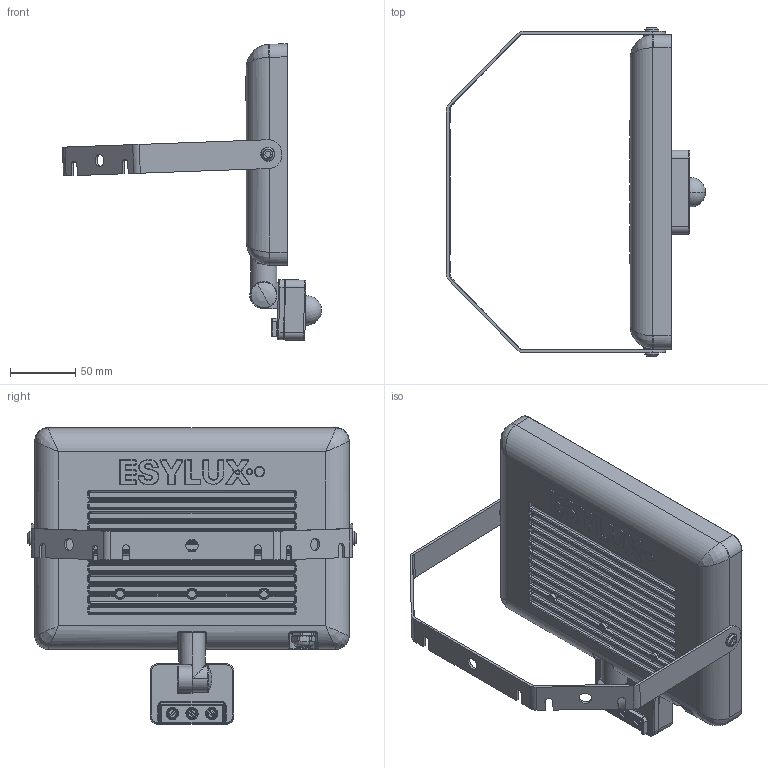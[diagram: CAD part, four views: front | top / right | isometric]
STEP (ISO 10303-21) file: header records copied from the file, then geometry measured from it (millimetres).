
FILE_DESCRIPTION((''),'2;1');
FILE_NAME('','',('none'),('none'),'','','none');
FILE_SCHEMA(('CONFIG_CONTROL_DESIGN'));
Length unit declared in the file: millimetre
Products named in the file (1): EL10810893
Bounding box: 197.87 x 251.25 x 226.54 mm (x, y, z)
Volume: 722504.1 mm3; surface area: 334824.2 mm2
Topology: 164 solids, 164 shells, 2286 faces, 5150 edges, 3186 vertices
Faces by surface type: plane 1265, bspline 429, cylinder 351, torus 130, cone 53, sphere 34, revolution 16, extrusion 8
Entity records: 78914 total; most frequent: CARTESIAN_POINT 36641, ORIENTED_EDGE 10216, DIRECTION 5471, EDGE_CURVE 5108, VERTEX_POINT 3186, VECTOR 2770, LINE 2762, EDGE_LOOP 2336
